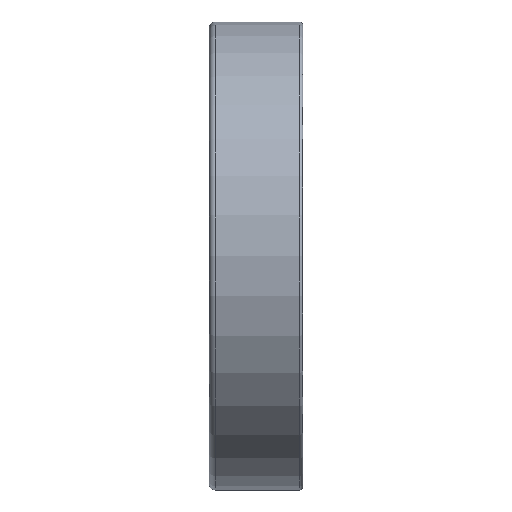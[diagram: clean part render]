
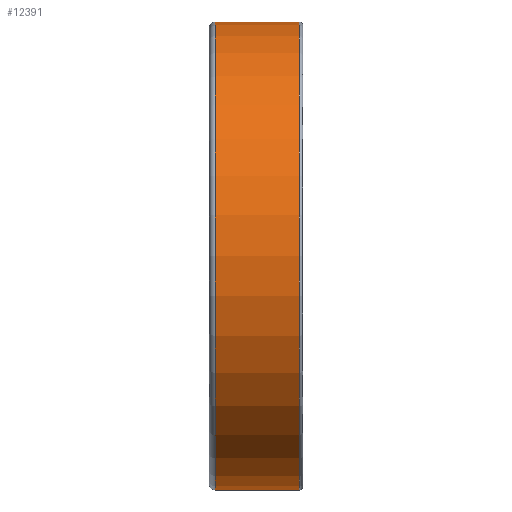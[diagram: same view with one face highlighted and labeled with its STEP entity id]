
A CAD part, top view. The second image highlights one B-rep face of the part: STEP entity #12391.
In plain terms, the highlighted cylindrical face has radius 40 mm (diameter 80 mm), a partial arc.
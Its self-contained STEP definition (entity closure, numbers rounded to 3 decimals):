
#3116=CARTESIAN_POINT('',(-7.,0.,0.));
#3117=DIRECTION('',(1.,0.,0.));
#3118=DIRECTION('',(0.,1.,0.));
#3119=AXIS2_PLACEMENT_3D('',#3116,#3117,#3118);
#3124=CARTESIAN_POINT('',(7.4,0.,0.));
#3125=DIRECTION('',(1.,0.,0.));
#3126=DIRECTION('',(0.,1.,0.));
#3127=AXIS2_PLACEMENT_3D('',#3124,#3125,#3126);
#3140=DIRECTION('',(-1.,0.,0.));
#3141=VECTOR('',#3140,14.4);
#3142=CARTESIAN_POINT('',(7.4,-40.,0.));
#3143=LINE('',#3142,#3141);
#3155=DIRECTION('',(-1.,0.,0.));
#3156=VECTOR('',#3155,14.4);
#3157=CARTESIAN_POINT('',(7.4,40.,0.));
#3158=LINE('',#3157,#3156);
#9577=CARTESIAN_POINT('',(-7.,40.,0.));
#9578=CARTESIAN_POINT('',(-7.,-40.,0.));
#9579=VERTEX_POINT('',#9577);
#9580=VERTEX_POINT('',#9578);
#9581=CARTESIAN_POINT('',(7.4,40.,0.));
#9582=CARTESIAN_POINT('',(7.4,-40.,0.));
#9583=VERTEX_POINT('',#9581);
#9584=VERTEX_POINT('',#9582);
#12377=CARTESIAN_POINT('',(-8.8,0.,0.));
#12378=DIRECTION('',(1.,0.,0.));
#12379=DIRECTION('',(0.,-1.,0.));
#12380=AXIS2_PLACEMENT_3D('',#12377,#12378,#12379);
#12381=CYLINDRICAL_SURFACE('',#12380,40.);
#12382=ORIENTED_EDGE('',*,*,#12367,.F.);
#12384=ORIENTED_EDGE('',*,*,#12383,.F.);
#12386=ORIENTED_EDGE('',*,*,#12385,.T.);
#12388=ORIENTED_EDGE('',*,*,#12387,.T.);
#12389=EDGE_LOOP('',(#12382,#12384,#12386,#12388));
#12390=FACE_OUTER_BOUND('',#12389,.F.);
#3120=CIRCLE('',#3119,40.);
#3128=CIRCLE('',#3127,40.);
#12367=EDGE_CURVE('',#9579,#9580,#3120,.T.);
#12383=EDGE_CURVE('',#9583,#9579,#3158,.T.);
#12385=EDGE_CURVE('',#9583,#9584,#3128,.T.);
#12387=EDGE_CURVE('',#9584,#9580,#3143,.T.);
#12391=ADVANCED_FACE('',(#12390),#12381,.T.);
